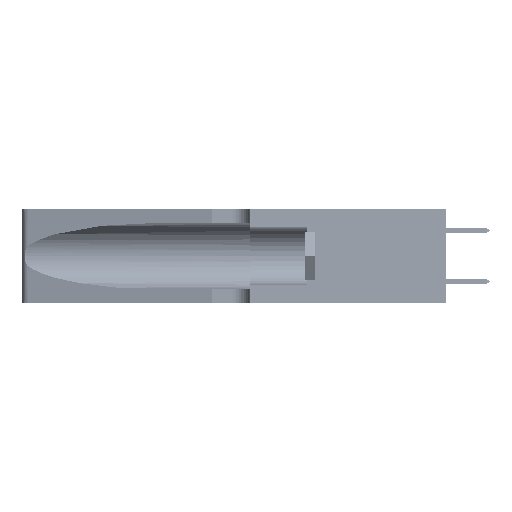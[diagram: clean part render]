
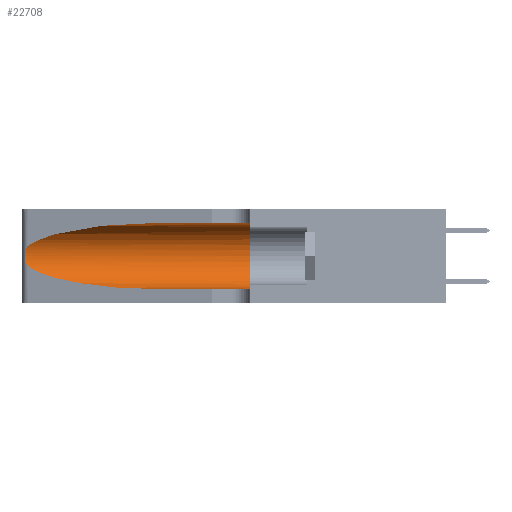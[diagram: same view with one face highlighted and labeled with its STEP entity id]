
A CAD part, left-side view. The second image highlights one B-rep face of the part: STEP entity #22708.
In plain terms, the highlighted cylindrical face has radius 3.308 mm (diameter 6.617 mm), a partial arc.
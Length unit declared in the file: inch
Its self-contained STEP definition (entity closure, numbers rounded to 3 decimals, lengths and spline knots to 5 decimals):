
#661 = CARTESIAN_POINT ( 'NONE',  ( 0.2373, 1.15595, 0.28018 ) ) ;
#1784 = CARTESIAN_POINT ( 'NONE',  ( 0.1305, 0.72297, 0.05475 ) ) ;
#1980 = CARTESIAN_POINT ( 'NONE',  ( 0.25854, 1.2359, 0.20912 ) ) ;
#4003 = EDGE_CURVE ( 'NONE', #8313, #28304, #10037, .T. ) ;
#4351 = CARTESIAN_POINT ( 'NONE',  ( 0.1305, 1.61858, 0.185 ) ) ;
#5534 = ORIENTED_EDGE ( 'NONE', *, *, #19348, .T. ) ;
#5739 = CARTESIAN_POINT ( 'NONE',  ( 0.26075, 1.23896, 0.19203 ) ) ;
#6064 =( BOUNDED_CURVE ( )  B_SPLINE_CURVE ( 3, ( #35419, #46568, #24253, #1784 ),
 .UNSPECIFIED., .F., .F. ) 
 B_SPLINE_CURVE_WITH_KNOTS ( ( 4, 4 ),
 ( 3.44316, 4.71239 ),
 .UNSPECIFIED. ) 
 CURVE ( )  GEOMETRIC_REPRESENTATION_ITEM ( )  RATIONAL_B_SPLINE_CURVE ( ( 1., 0.87, 0.87, 1. ) ) 
 REPRESENTATION_ITEM ( '' )  );
#7551 = B_SPLINE_CURVE_WITH_KNOTS ( 'NONE', 3,
 ( #39323, #13130, #46771, #24455, #1980, #28229, #5739, #32001, #9512, #35782, #13277, #39485, #17051, #43205 ),
 .UNSPECIFIED., .F., .F.,
 ( 4, 2, 2, 2, 2, 2, 4 ),
 ( 0., 0.00027, 0.00053, 0.00107, 0.0016, 0.00187, 0.00214 ),
 .UNSPECIFIED. ) ;
#8233 = VECTOR ( 'NONE', #9929, 39.37008 ) ;
#8313 = VERTEX_POINT ( 'NONE', #39683 ) ;
#9512 = CARTESIAN_POINT ( 'NONE',  ( 0.26017, 1.23833, 0.17102 ) ) ;
#9929 = DIRECTION ( 'NONE',  ( 0., -1., 0. ) ) ;
#10037 = LINE ( 'NONE', #14830, #27654 ) ;
#10462 = AXIS2_PLACEMENT_3D ( 'NONE', #4351, #45392, #11888 ) ;
#11063 = VERTEX_POINT ( 'NONE', #15883 ) ;
#11183 =( BOUNDED_CURVE ( )  B_SPLINE_CURVE ( 3, ( #11810, #23147, #661, #26930 ),
 .UNSPECIFIED., .F., .F. ) 
 B_SPLINE_CURVE_WITH_KNOTS ( ( 4, 4 ),
 ( 1.5708, 2.84003 ),
 .UNSPECIFIED. ) 
 CURVE ( )  GEOMETRIC_REPRESENTATION_ITEM ( )  RATIONAL_B_SPLINE_CURVE ( ( 1., 0.87, 0.87, 1. ) ) 
 REPRESENTATION_ITEM ( '' )  );
#11810 = CARTESIAN_POINT ( 'NONE',  ( 0.1305, 0.72297, 0.31525 ) ) ;
#11888 = DIRECTION ( 'NONE',  ( 0., 0., -1. ) ) ;
#13130 = CARTESIAN_POINT ( 'NONE',  ( 0.25555, 1.22994, 0.2215 ) ) ;
#13189 = VERTEX_POINT ( 'NONE', #42991 ) ;
#13277 = CARTESIAN_POINT ( 'NONE',  ( 0.25789, 1.23486, 0.15765 ) ) ;
#14245 = ORIENTED_EDGE ( 'NONE', *, *, #33531, .T. ) ;
#14664 = DIRECTION ( 'NONE',  ( 0., -1., 0. ) ) ;
#14830 = CARTESIAN_POINT ( 'NONE',  ( 0.1305, 1.61858, 0.31525 ) ) ;
#14947 = DIRECTION ( 'NONE',  ( 0., 1., 0. ) ) ;
#15640 = EDGE_CURVE ( 'NONE', #28304, #13189, #34704, .T. ) ;
#15883 = CARTESIAN_POINT ( 'NONE',  ( 0.25487, 1.22718, 0.22369 ) ) ;
#17051 = CARTESIAN_POINT ( 'NONE',  ( 0.25555, 1.22993, 0.14849 ) ) ;
#18210 = LINE ( 'NONE', #47178, #8233 ) ;
#19092 = CARTESIAN_POINT ( 'NONE',  ( 0.1305, 0.72297, 0.05475 ) ) ;
#19348 = EDGE_CURVE ( 'NONE', #21392, #21970, #6064, .T. ) ;
#21392 = VERTEX_POINT ( 'NONE', #22575 ) ;
#21794 = ORIENTED_EDGE ( 'NONE', *, *, #4003, .F. ) ;
#21970 = VERTEX_POINT ( 'NONE', #19092 ) ;
#22575 = CARTESIAN_POINT ( 'NONE',  ( 0.25487, 1.22718, 0.14631 ) ) ;
#22708 = ADVANCED_FACE ( 'NONE', ( #32278 ), #31129, .F. ) ;
#23147 = CARTESIAN_POINT ( 'NONE',  ( 0.18966, 0.96281, 0.31525 ) ) ;
#24253 = CARTESIAN_POINT ( 'NONE',  ( 0.18966, 0.96281, 0.05475 ) ) ;
#24455 = CARTESIAN_POINT ( 'NONE',  ( 0.25787, 1.23484, 0.2124 ) ) ;
#26144 = CARTESIAN_POINT ( 'NONE',  ( 0.1305, 0.35, 0.31525 ) ) ;
#26744 = ORIENTED_EDGE ( 'NONE', *, *, #15640, .F. ) ;
#26930 = CARTESIAN_POINT ( 'NONE',  ( 0.25487, 1.22718, 0.22369 ) ) ;
#27654 = VECTOR ( 'NONE', #14664, 39.37008 ) ;
#28229 = CARTESIAN_POINT ( 'NONE',  ( 0.26018, 1.23835, 0.19895 ) ) ;
#28304 = VERTEX_POINT ( 'NONE', #26144 ) ;
#31129 = CYLINDRICAL_SURFACE ( 'NONE', #10462, 0.13025 ) ;
#32001 = CARTESIAN_POINT ( 'NONE',  ( 0.26075, 1.23896, 0.178 ) ) ;
#32278 = FACE_OUTER_BOUND ( 'NONE', #46500, .T. ) ;
#32629 = ORIENTED_EDGE ( 'NONE', *, *, #41172, .T. ) ;
#33531 = EDGE_CURVE ( 'NONE', #8313, #11063, #11183, .T. ) ;
#34704 = CIRCLE ( 'NONE', #41904, 0.13025 ) ;
#35419 = CARTESIAN_POINT ( 'NONE',  ( 0.25487, 1.22718, 0.14631 ) ) ;
#35782 = CARTESIAN_POINT ( 'NONE',  ( 0.25856, 1.23593, 0.16098 ) ) ;
#37399 = CARTESIAN_POINT ( 'NONE',  ( 0.1305, 0.35, 0.185 ) ) ;
#38047 = ORIENTED_EDGE ( 'NONE', *, *, #42403, .T. ) ;
#39323 = CARTESIAN_POINT ( 'NONE',  ( 0.25487, 1.22718, 0.22369 ) ) ;
#39485 = CARTESIAN_POINT ( 'NONE',  ( 0.25639, 1.23186, 0.15144 ) ) ;
#39683 = CARTESIAN_POINT ( 'NONE',  ( 0.1305, 0.72297, 0.31525 ) ) ;
#41075 = DIRECTION ( 'NONE',  ( 0., 0., 1. ) ) ;
#41172 = EDGE_CURVE ( 'NONE', #21970, #13189, #18210, .T. ) ;
#41904 = AXIS2_PLACEMENT_3D ( 'NONE', #37399, #14947, #41075 ) ;
#42403 = EDGE_CURVE ( 'NONE', #11063, #21392, #7551, .T. ) ;
#42991 = CARTESIAN_POINT ( 'NONE',  ( 0.1305, 0.35, 0.05475 ) ) ;
#43205 = CARTESIAN_POINT ( 'NONE',  ( 0.25487, 1.22718, 0.14631 ) ) ;
#45392 = DIRECTION ( 'NONE',  ( 0., -1., 0. ) ) ;
#46500 = EDGE_LOOP ( 'NONE', ( #14245, #38047, #5534, #32629, #26744, #21794 ) ) ;
#46568 = CARTESIAN_POINT ( 'NONE',  ( 0.2373, 1.15595, 0.08982 ) ) ;
#46771 = CARTESIAN_POINT ( 'NONE',  ( 0.25639, 1.23184, 0.21858 ) ) ;
#47178 = CARTESIAN_POINT ( 'NONE',  ( 0.1305, 1.61858, 0.05475 ) ) ;
